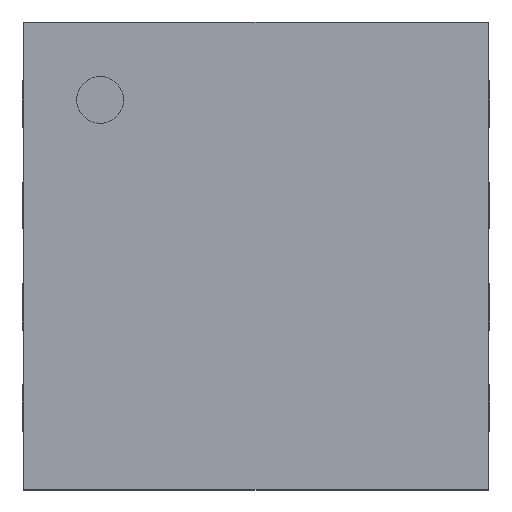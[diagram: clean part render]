
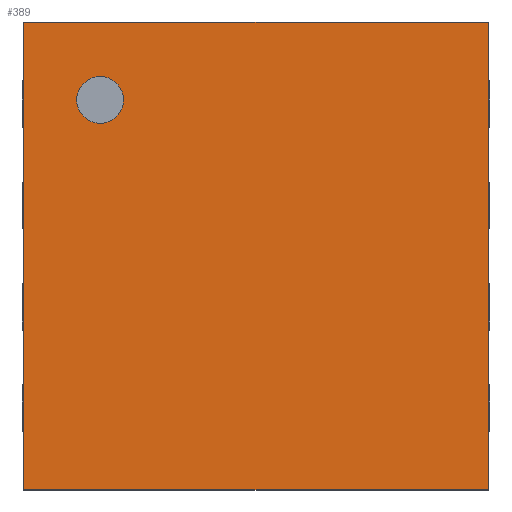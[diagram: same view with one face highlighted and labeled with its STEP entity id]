
A CAD part, top view. The second image highlights one B-rep face of the part: STEP entity #389.
In plain terms, the highlighted planar face has unit normal (0, 0, 1).
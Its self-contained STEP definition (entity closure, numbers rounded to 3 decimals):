
#75 = VERTEX_POINT('',#76);
#76 = CARTESIAN_POINT('',(0.,0.,0.95));
#83 = PLANE('',#84);
#84 = AXIS2_PLACEMENT_3D('',#85,#86,#87);
#85 = CARTESIAN_POINT('',(0.,0.,0.));
#86 = DIRECTION('',(1.,0.,-0.));
#87 = DIRECTION('',(0.,0.,1.));
#95 = PLANE('',#96);
#96 = AXIS2_PLACEMENT_3D('',#97,#98,#99);
#97 = CARTESIAN_POINT('',(0.,0.,0.));
#98 = DIRECTION('',(-0.,1.,0.));
#99 = DIRECTION('',(0.,0.,1.));
#136 = VERTEX_POINT('',#137);
#137 = CARTESIAN_POINT('',(0.,3.,0.95));
#151 = PLANE('',#152);
#152 = AXIS2_PLACEMENT_3D('',#153,#154,#155);
#153 = CARTESIAN_POINT('',(0.,3.,0.));
#154 = DIRECTION('',(-0.,1.,0.));
#155 = DIRECTION('',(0.,0.,1.));
#163 = EDGE_CURVE('',#75,#136,#164,.T.);
#164 = SURFACE_CURVE('',#165,(#169,#176),.PCURVE_S1.);
#165 = LINE('',#166,#167);
#166 = CARTESIAN_POINT('',(0.,0.,0.95));
#167 = VECTOR('',#168,1.);
#168 = DIRECTION('',(-0.,1.,0.));
#169 = PCURVE('',#83,#170);
#170 = DEFINITIONAL_REPRESENTATION('',(#171),#175);
#171 = LINE('',#172,#173);
#172 = CARTESIAN_POINT('',(0.95,0.));
#173 = VECTOR('',#174,1.);
#174 = DIRECTION('',(0.,-1.));
#175 = ( GEOMETRIC_REPRESENTATION_CONTEXT(2) 
PARAMETRIC_REPRESENTATION_CONTEXT() REPRESENTATION_CONTEXT('2D SPACE',''
  ) );
#176 = PCURVE('',#177,#182);
#177 = PLANE('',#178);
#178 = AXIS2_PLACEMENT_3D('',#179,#180,#181);
#179 = CARTESIAN_POINT('',(0.,0.,0.95));
#180 = DIRECTION('',(0.,0.,1.));
#181 = DIRECTION('',(1.,0.,-0.));
#182 = DEFINITIONAL_REPRESENTATION('',(#183),#187);
#183 = LINE('',#184,#185);
#184 = CARTESIAN_POINT('',(0.,0.));
#185 = VECTOR('',#186,1.);
#186 = DIRECTION('',(0.,1.));
#187 = ( GEOMETRIC_REPRESENTATION_CONTEXT(2) 
PARAMETRIC_REPRESENTATION_CONTEXT() REPRESENTATION_CONTEXT('2D SPACE',''
  ) );
#195 = VERTEX_POINT('',#196);
#196 = CARTESIAN_POINT('',(2.98,0.,0.95));
#203 = PLANE('',#204);
#204 = AXIS2_PLACEMENT_3D('',#205,#206,#207);
#205 = CARTESIAN_POINT('',(2.98,0.,0.));
#206 = DIRECTION('',(1.,0.,-0.));
#207 = DIRECTION('',(0.,0.,1.));
#246 = VERTEX_POINT('',#247);
#247 = CARTESIAN_POINT('',(2.98,3.,0.95));
#268 = EDGE_CURVE('',#195,#246,#269,.T.);
#269 = SURFACE_CURVE('',#270,(#274,#281),.PCURVE_S1.);
#270 = LINE('',#271,#272);
#271 = CARTESIAN_POINT('',(2.98,0.,0.95));
#272 = VECTOR('',#273,1.);
#273 = DIRECTION('',(0.,1.,0.));
#274 = PCURVE('',#203,#275);
#275 = DEFINITIONAL_REPRESENTATION('',(#276),#280);
#276 = LINE('',#277,#278);
#277 = CARTESIAN_POINT('',(0.95,0.));
#278 = VECTOR('',#279,1.);
#279 = DIRECTION('',(0.,-1.));
#280 = ( GEOMETRIC_REPRESENTATION_CONTEXT(2) 
PARAMETRIC_REPRESENTATION_CONTEXT() REPRESENTATION_CONTEXT('2D SPACE',''
  ) );
#281 = PCURVE('',#177,#282);
#282 = DEFINITIONAL_REPRESENTATION('',(#283),#287);
#283 = LINE('',#284,#285);
#284 = CARTESIAN_POINT('',(2.98,0.));
#285 = VECTOR('',#286,1.);
#286 = DIRECTION('',(0.,1.));
#287 = ( GEOMETRIC_REPRESENTATION_CONTEXT(2) 
PARAMETRIC_REPRESENTATION_CONTEXT() REPRESENTATION_CONTEXT('2D SPACE',''
  ) );
#314 = EDGE_CURVE('',#75,#195,#315,.T.);
#315 = SURFACE_CURVE('',#316,(#320,#327),.PCURVE_S1.);
#316 = LINE('',#317,#318);
#317 = CARTESIAN_POINT('',(0.,0.,0.95));
#318 = VECTOR('',#319,1.);
#319 = DIRECTION('',(1.,0.,-0.));
#320 = PCURVE('',#95,#321);
#321 = DEFINITIONAL_REPRESENTATION('',(#322),#326);
#322 = LINE('',#323,#324);
#323 = CARTESIAN_POINT('',(0.95,0.));
#324 = VECTOR('',#325,1.);
#325 = DIRECTION('',(0.,1.));
#326 = ( GEOMETRIC_REPRESENTATION_CONTEXT(2) 
PARAMETRIC_REPRESENTATION_CONTEXT() REPRESENTATION_CONTEXT('2D SPACE',''
  ) );
#327 = PCURVE('',#177,#328);
#328 = DEFINITIONAL_REPRESENTATION('',(#329),#333);
#329 = LINE('',#330,#331);
#330 = CARTESIAN_POINT('',(0.,0.));
#331 = VECTOR('',#332,1.);
#332 = DIRECTION('',(1.,0.));
#333 = ( GEOMETRIC_REPRESENTATION_CONTEXT(2) 
PARAMETRIC_REPRESENTATION_CONTEXT() REPRESENTATION_CONTEXT('2D SPACE',''
  ) );
#361 = EDGE_CURVE('',#136,#246,#362,.T.);
#362 = SURFACE_CURVE('',#363,(#367,#374),.PCURVE_S1.);
#363 = LINE('',#364,#365);
#364 = CARTESIAN_POINT('',(0.,3.,0.95));
#365 = VECTOR('',#366,1.);
#366 = DIRECTION('',(1.,0.,-0.));
#367 = PCURVE('',#151,#368);
#368 = DEFINITIONAL_REPRESENTATION('',(#369),#373);
#369 = LINE('',#370,#371);
#370 = CARTESIAN_POINT('',(0.95,0.));
#371 = VECTOR('',#372,1.);
#372 = DIRECTION('',(0.,1.));
#373 = ( GEOMETRIC_REPRESENTATION_CONTEXT(2) 
PARAMETRIC_REPRESENTATION_CONTEXT() REPRESENTATION_CONTEXT('2D SPACE',''
  ) );
#374 = PCURVE('',#177,#375);
#375 = DEFINITIONAL_REPRESENTATION('',(#376),#380);
#376 = LINE('',#377,#378);
#377 = CARTESIAN_POINT('',(0.,3.));
#378 = VECTOR('',#379,1.);
#379 = DIRECTION('',(1.,0.));
#380 = ( GEOMETRIC_REPRESENTATION_CONTEXT(2) 
PARAMETRIC_REPRESENTATION_CONTEXT() REPRESENTATION_CONTEXT('2D SPACE',''
  ) );
#389 = ADVANCED_FACE('',(#390),#177,.T.);
#390 = FACE_BOUND('',#391,.T.);
#391 = EDGE_LOOP('',(#392,#393,#394,#395));
#392 = ORIENTED_EDGE('',*,*,#163,.F.);
#393 = ORIENTED_EDGE('',*,*,#314,.T.);
#394 = ORIENTED_EDGE('',*,*,#268,.T.);
#395 = ORIENTED_EDGE('',*,*,#361,.F.);
